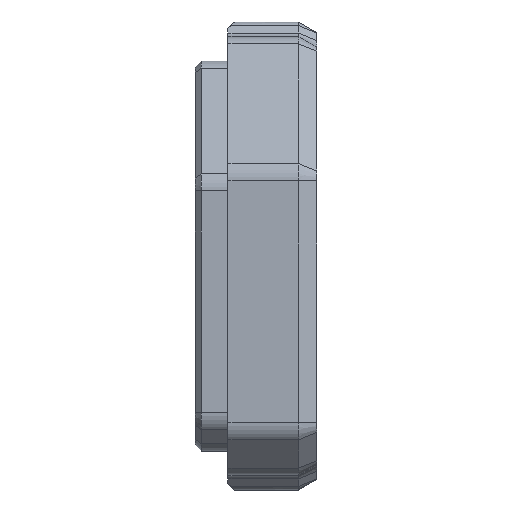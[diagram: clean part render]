
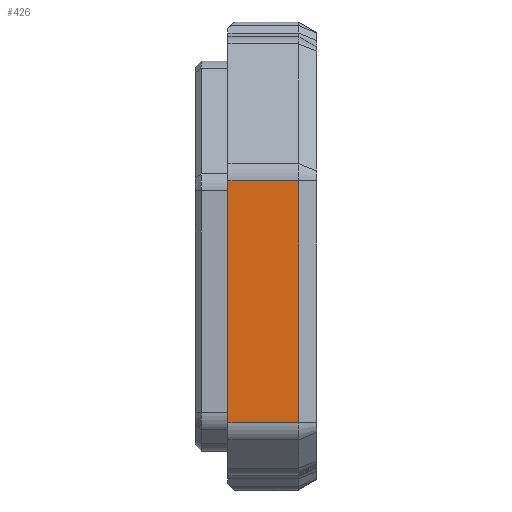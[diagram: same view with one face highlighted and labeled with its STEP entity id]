
A CAD part, left-side view. The second image highlights one B-rep face of the part: STEP entity #426.
In plain terms, the highlighted planar face has unit normal (-1, 0, 0).
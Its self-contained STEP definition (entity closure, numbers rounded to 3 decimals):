
#69 = CARTESIAN_POINT ( 'NONE',  ( -33., 1.5, 6.172 ) ) ;
#79 = LINE ( 'NONE', #1940, #3044 ) ;
#114 = DIRECTION ( 'NONE',  ( 0., -1., 0. ) ) ;
#239 = CARTESIAN_POINT ( 'NONE',  ( -33., 7.3, -14.5 ) ) ;
#426 = ADVANCED_FACE ( 'NONE', ( #6943 ), #3285, .F. ) ;
#576 = LINE ( 'NONE', #69, #6716 ) ;
#835 = VERTEX_POINT ( 'NONE', #1203 ) ;
#1203 = CARTESIAN_POINT ( 'NONE',  ( -33., 7.3, 6.172 ) ) ;
#1315 = VECTOR ( 'NONE', #7169, 1000. ) ;
#1793 = EDGE_CURVE ( 'NONE', #3451, #7087, #79, .T. ) ;
#1940 = CARTESIAN_POINT ( 'NONE',  ( -33., 0., -13.672 ) ) ;
#2031 = LINE ( 'NONE', #239, #5612 ) ;
#2077 = CARTESIAN_POINT ( 'NONE',  ( -33., 10., -18. ) ) ;
#2089 = EDGE_CURVE ( 'NONE', #7087, #6361, #576, .T. ) ;
#2425 = EDGE_CURVE ( 'NONE', #6361, #835, #2910, .T. ) ;
#2580 = EDGE_CURVE ( 'NONE', #3451, #835, #2031, .T. ) ;
#2674 = DIRECTION ( 'NONE',  ( 0., 0., 1. ) ) ;
#2710 = ORIENTED_EDGE ( 'NONE', *, *, #2580, .F. ) ;
#2852 = AXIS2_PLACEMENT_3D ( 'NONE', #2077, #4510, #5720 ) ;
#2910 = LINE ( 'NONE', #2949, #1315 ) ;
#2949 = CARTESIAN_POINT ( 'NONE',  ( -33., 7.3, 6.172 ) ) ;
#3044 = VECTOR ( 'NONE', #114, 1000. ) ;
#3285 = PLANE ( 'NONE',  #2852 ) ;
#3451 = VERTEX_POINT ( 'NONE', #7237 ) ;
#3584 = CARTESIAN_POINT ( 'NONE',  ( -33., 1.5, 6.172 ) ) ;
#4483 = EDGE_LOOP ( 'NONE', ( #5749, #4897, #6998, #2710 ) ) ;
#4510 = DIRECTION ( 'NONE',  ( 1., 0., 0. ) ) ;
#4897 = ORIENTED_EDGE ( 'NONE', *, *, #2089, .T. ) ;
#5113 = DIRECTION ( 'NONE',  ( 0., 0., 1. ) ) ;
#5612 = VECTOR ( 'NONE', #2674, 1000. ) ;
#5720 = DIRECTION ( 'NONE',  ( 0., 0., -1. ) ) ;
#5749 = ORIENTED_EDGE ( 'NONE', *, *, #1793, .T. ) ;
#6361 = VERTEX_POINT ( 'NONE', #3584 ) ;
#6437 = CARTESIAN_POINT ( 'NONE',  ( -33., 1.5, -13.672 ) ) ;
#6716 = VECTOR ( 'NONE', #5113, 1000. ) ;
#6943 = FACE_OUTER_BOUND ( 'NONE', #4483, .T. ) ;
#6998 = ORIENTED_EDGE ( 'NONE', *, *, #2425, .T. ) ;
#7087 = VERTEX_POINT ( 'NONE', #6437 ) ;
#7169 = DIRECTION ( 'NONE',  ( 0., 1., 0. ) ) ;
#7237 = CARTESIAN_POINT ( 'NONE',  ( -33., 7.3, -13.672 ) ) ;
